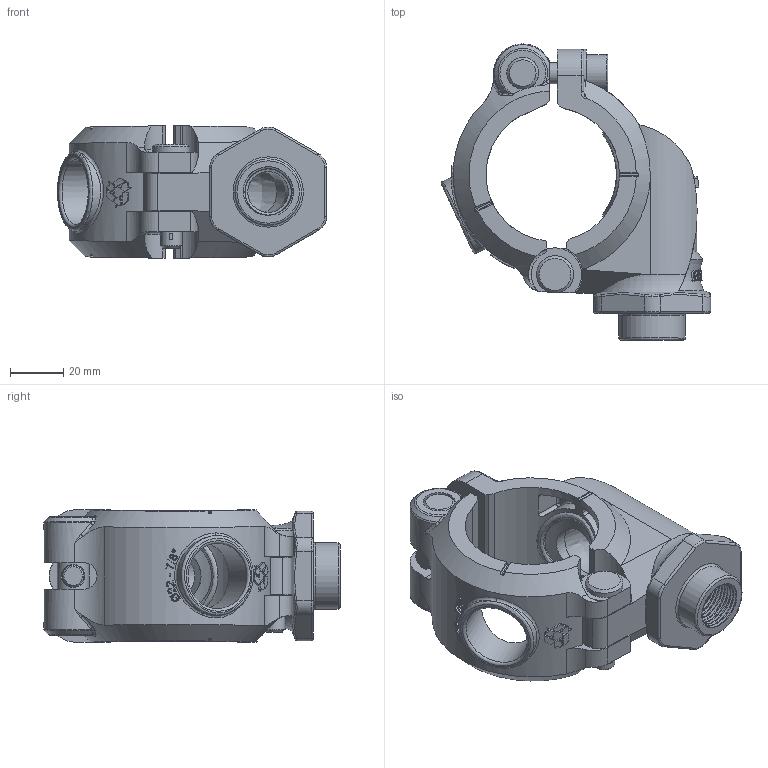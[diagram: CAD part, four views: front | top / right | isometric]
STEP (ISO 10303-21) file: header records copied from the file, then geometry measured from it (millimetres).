
FILE_DESCRIPTION(/* description */ ('STEP AP214'),/* implementation_level */ '2;1');
FILE_NAME(/* name */ 'PPS1_BT5012.stp.stp',/* time_stamp */ '2020-07-05T23:05:45+02:00',/* author */ (' '),/* organization */ (' '),/* preprocessor_version */ 'ST-DEVELOPER v18',/* originating_system */ 'Autodesk Inventor 2020',/* authorisation */ ' ');
FILE_SCHEMA (('AUTOMOTIVE_DESIGN { 1 0 10303 214 3 1 1 }'));
Products named in the file (1): PPS1_BT5012.stp
Bounding box: 101.39 x 111.52 x 49.96 mm (x, y, z)
Volume: 165260.5 mm3; surface area: 46050.3 mm2
Topology: 1 solids, 1 shells, 936 faces, 2548 edges, 1637 vertices
Faces by surface type: plane 311, bspline 275, cylinder 268, torus 39, sphere 32, cone 11
Full cylindrical faces by diameter (mm): 8 x4, 8.2 x1, 8.4 x1, 12 x3, 14 x2, 15.4 x1, 18 x2, 19 x8, 20 x1, 20.955 x1, 24.6 x1, 25 x1
Entity records: 158759 total; most frequent: CARTESIAN_POINT 136376, ORIENTED_EDGE 5016, DIRECTION 3608, EDGE_CURVE 2508, VERTEX_POINT 1633, AXIS2_PLACEMENT_3D 1339, EDGE_LOOP 1009, STYLED_ITEM 937
